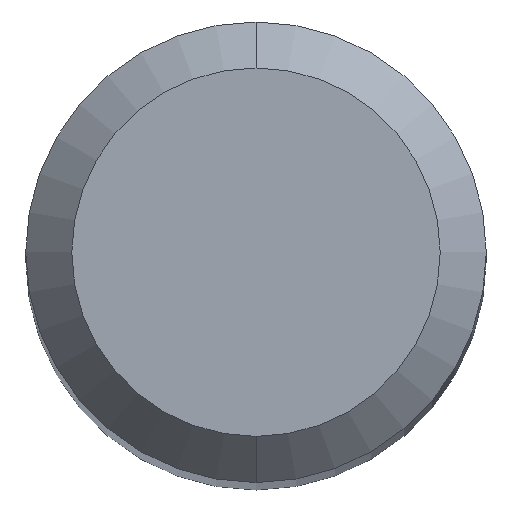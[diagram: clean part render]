
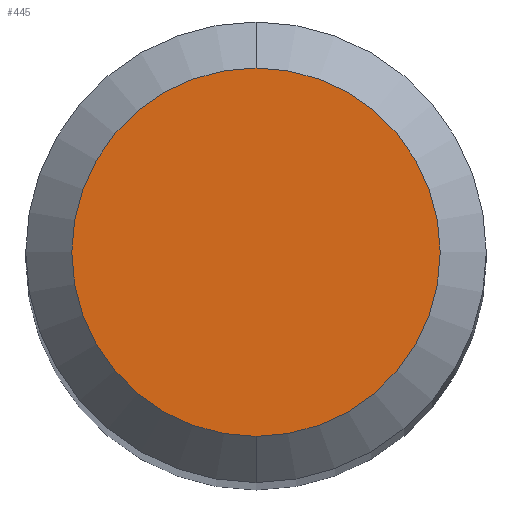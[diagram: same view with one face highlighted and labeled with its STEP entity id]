
A CAD part, top view. The second image highlights one B-rep face of the part: STEP entity #445.
In plain terms, the highlighted planar face has unit normal (0, 0, 1).
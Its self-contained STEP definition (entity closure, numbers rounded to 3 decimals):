
#215=VERTEX_POINT('',#524);
#235=VERTEX_POINT('',#545);
#263=EDGE_CURVE('',#235,#215,#577,.T.);
#387=EDGE_CURVE('',#215,#235,#715,.T.);
#445=ADVANCED_FACE('',(#780),#781,.T.);
#524=CARTESIAN_POINT('',(0.0,1.2,0.0));
#545=CARTESIAN_POINT('',(0.,-1.2,0.0));
#577=CIRCLE('',#987,1.2);
#715=CIRCLE('',#1268,1.2);
#780=FACE_OUTER_BOUND('',#1419,.T.);
#781=PLANE('',#1420);
#987=AXIS2_PLACEMENT_3D('',#1532,#1533,#1534);
#1268=AXIS2_PLACEMENT_3D('',#1699,#1700,#1701);
#1419=EDGE_LOOP('',(#1790,#1791));
#1420=AXIS2_PLACEMENT_3D('',#1792,#1793,#1794);
#1532=CARTESIAN_POINT('',(0.0,0.0,0.0));
#1533=DIRECTION('',(0.0,0.0,-1.0));
#1534=DIRECTION('',(0.0,1.0,0.0));
#1699=CARTESIAN_POINT('',(0.0,0.0,0.0));
#1700=DIRECTION('',(0.0,0.0,-1.0));
#1701=DIRECTION('',(0.0,1.0,0.0));
#1790=ORIENTED_EDGE('',*,*,#387,.F.);
#1791=ORIENTED_EDGE('',*,*,#263,.F.);
#1792=CARTESIAN_POINT('',(0.0,0.6,0.0));
#1793=DIRECTION('',(-0.0,0.0,1.0));
#1794=DIRECTION('',(0.0,-1.0,0.0));
